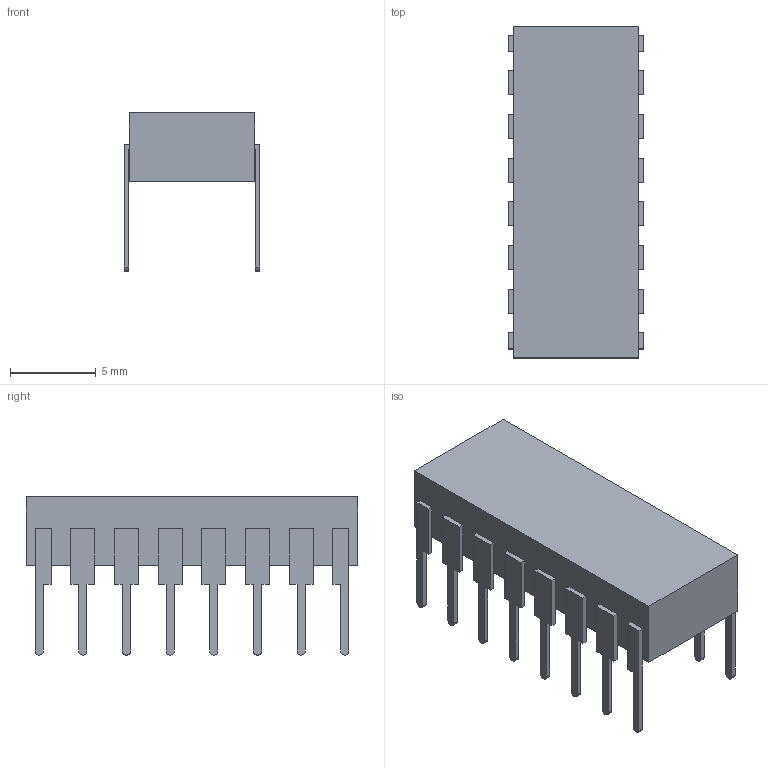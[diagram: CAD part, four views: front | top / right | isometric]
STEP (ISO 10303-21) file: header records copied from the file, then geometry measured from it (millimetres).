
FILE_DESCRIPTION (( 'STEP AP214' ), '1' );
FILE_NAME ('User Library-dip-16pin.STEP', '2021-06-22T07:11:27', ( '' ), ( '' ), 'SwSTEP 2.0', 'SolidWorks 2021', '' );
FILE_SCHEMA (( 'AUTOMOTIVE_DESIGN' ));
Length unit declared in the file: inch
Products named in the file (1): User Library-dip-16pin
Bounding box: 7.9 x 19.3 x 9.21 mm (x, y, z)
Volume: 592.2 mm3; surface area: 755.9 mm2
Topology: 1 solids, 1 shells, 190 faces, 516 edges, 344 vertices
Faces by surface type: plane 158, cylinder 32
Entity records: 6042 total; most frequent: CARTESIAN_POINT 1051, ORIENTED_EDGE 1032, DIRECTION 962, EDGE_CURVE 516, VECTOR 452, LINE 452, VERTEX_POINT 344, AXIS2_PLACEMENT_3D 255
